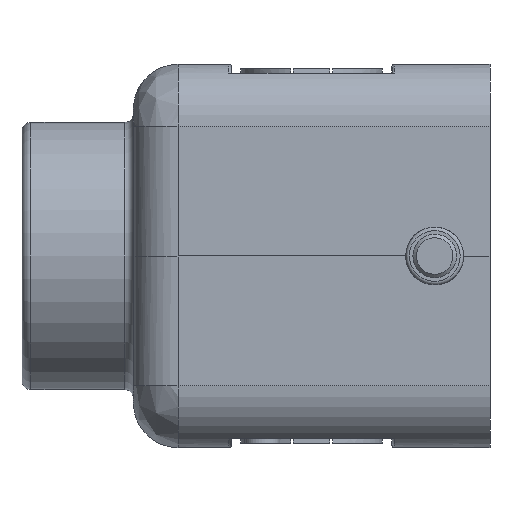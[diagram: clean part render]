
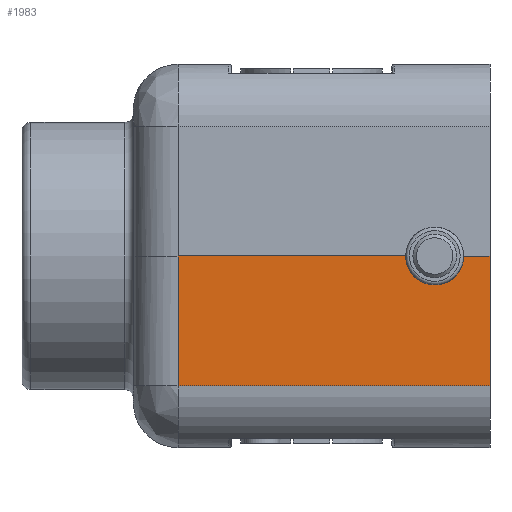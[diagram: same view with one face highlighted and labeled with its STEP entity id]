
A CAD part, left-side view. The second image highlights one B-rep face of the part: STEP entity #1983.
In plain terms, the highlighted planar face has unit normal (-1, 0, -0.009).
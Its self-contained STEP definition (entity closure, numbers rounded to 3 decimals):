
#141=B_SPLINE_CURVE_WITH_KNOTS('',3,(#8750,#8751,#8752,#8753,#8754,#8755,
#8756,#8757,#8758,#8759,#8760,#8761,#8762,#8763,#8764,#8765,#8766,#8767,
#8768,#8769,#8770,#8771,#8772,#8773,#8774,#8775,#8776,#8777,#8778,#8779,
#8780),.UNSPECIFIED.,.F.,.F.,(4,3,3,3,3,3,3,3,3,3,4),(0.,0.08,
0.188,0.296,0.404,0.512,0.62,
0.729,0.837,0.945,1.),.UNSPECIFIED.);
#256=FACE_OUTER_BOUND('',#2566,.T.);
#625=LINE('',#8697,#1215);
#632=LINE('',#8732,#1222);
#637=LINE('',#8783,#1227);
#638=LINE('',#8785,#1228);
#639=LINE('',#8786,#1229);
#1215=VECTOR('',#6934,1.);
#1222=VECTOR('',#6975,1.);
#1227=VECTOR('',#6990,1.);
#1228=VECTOR('',#6991,1.);
#1229=VECTOR('',#6992,1.);
#1744=PLANE('',#6339);
#1983=ADVANCED_FACE('',(#256),#1744,.T.);
#2566=EDGE_LOOP('',(#3142,#3143,#3144,#3145,#3146,#3147));
#3142=ORIENTED_EDGE('',*,*,#5400,.F.);
#3143=ORIENTED_EDGE('',*,*,#5401,.F.);
#3144=ORIENTED_EDGE('',*,*,#5402,.F.);
#3145=ORIENTED_EDGE('',*,*,#5373,.F.);
#3146=ORIENTED_EDGE('',*,*,#5391,.T.);
#3147=ORIENTED_EDGE('',*,*,#5403,.F.);
#4797=VERTEX_POINT('',#8696);
#4798=VERTEX_POINT('',#8698);
#4808=VERTEX_POINT('',#8731);
#4817=VERTEX_POINT('',#8781);
#4818=VERTEX_POINT('',#8782);
#4819=VERTEX_POINT('',#8784);
#5373=EDGE_CURVE('',#4797,#4798,#625,.T.);
#5391=EDGE_CURVE('',#4797,#4808,#632,.T.);
#5400=EDGE_CURVE('',#4817,#4818,#141,.T.);
#5401=EDGE_CURVE('',#4819,#4817,#637,.T.);
#5402=EDGE_CURVE('',#4798,#4819,#638,.T.);
#5403=EDGE_CURVE('',#4818,#4808,#639,.T.);
#6339=AXIS2_PLACEMENT_3D('',#8787,#6993,#6994);
#6934=DIRECTION('',(0.,1.,0.));
#6975=DIRECTION('',(-0.009,0.,1.));
#6990=DIRECTION('',(0.,-1.,0.));
#6991=DIRECTION('',(-0.009,0.,1.));
#6992=DIRECTION('',(0.,-1.,0.));
#6993=DIRECTION('',(-1.,0.,-0.009));
#6994=DIRECTION('',(0.,-1.,0.));
#8696=CARTESIAN_POINT('',(-29.873,0.,-14.561));
#8697=CARTESIAN_POINT('',(-29.873,0.,-14.561));
#8698=CARTESIAN_POINT('',(-29.873,35.,-14.561));
#8731=CARTESIAN_POINT('',(-30.,0.,0.));
#8732=CARTESIAN_POINT('',(-29.873,0.,-14.561));
#8750=CARTESIAN_POINT('',(-30.,9.315,0.));
#8751=CARTESIAN_POINT('',(-29.998,9.312,-0.258));
#8752=CARTESIAN_POINT('',(-29.995,9.277,-0.518));
#8753=CARTESIAN_POINT('',(-29.993,9.211,-0.767));
#8754=CARTESIAN_POINT('',(-29.99,9.121,-1.104));
#8755=CARTESIAN_POINT('',(-29.988,8.972,-1.429));
#8756=CARTESIAN_POINT('',(-29.985,8.777,-1.717));
#8757=CARTESIAN_POINT('',(-29.983,8.581,-2.005));
#8758=CARTESIAN_POINT('',(-29.98,8.333,-2.263));
#8759=CARTESIAN_POINT('',(-29.978,8.053,-2.47));
#8760=CARTESIAN_POINT('',(-29.977,7.773,-2.677));
#8761=CARTESIAN_POINT('',(-29.975,7.454,-2.839));
#8762=CARTESIAN_POINT('',(-29.974,7.121,-2.942));
#8763=CARTESIAN_POINT('',(-29.973,6.788,-3.044));
#8764=CARTESIAN_POINT('',(-29.973,6.432,-3.091));
#8765=CARTESIAN_POINT('',(-29.973,6.083,-3.078));
#8766=CARTESIAN_POINT('',(-29.973,5.735,-3.065));
#8767=CARTESIAN_POINT('',(-29.974,5.383,-2.992));
#8768=CARTESIAN_POINT('',(-29.975,5.059,-2.864));
#8769=CARTESIAN_POINT('',(-29.976,4.734,-2.736));
#8770=CARTESIAN_POINT('',(-29.978,4.427,-2.551));
#8771=CARTESIAN_POINT('',(-29.98,4.163,-2.323));
#8772=CARTESIAN_POINT('',(-29.982,3.899,-2.095));
#8773=CARTESIAN_POINT('',(-29.984,3.671,-1.818));
#8774=CARTESIAN_POINT('',(-29.987,3.497,-1.516));
#8775=CARTESIAN_POINT('',(-29.989,3.324,-1.214));
#8776=CARTESIAN_POINT('',(-29.992,3.201,-0.877));
#8777=CARTESIAN_POINT('',(-29.995,3.137,-0.535));
#8778=CARTESIAN_POINT('',(-29.997,3.105,-0.359));
#8779=CARTESIAN_POINT('',(-29.998,3.087,-0.179));
#8780=CARTESIAN_POINT('',(-30.,3.085,0.));
#8781=CARTESIAN_POINT('',(-30.,9.315,0.));
#8782=CARTESIAN_POINT('',(-30.,3.085,0.));
#8783=CARTESIAN_POINT('',(-30.,35.,0.));
#8784=CARTESIAN_POINT('',(-30.,35.,0.));
#8785=CARTESIAN_POINT('',(-29.873,35.,-14.561));
#8786=CARTESIAN_POINT('',(-30.,4.7,0.));
#8787=CARTESIAN_POINT('',(-30.,40.,0.));
